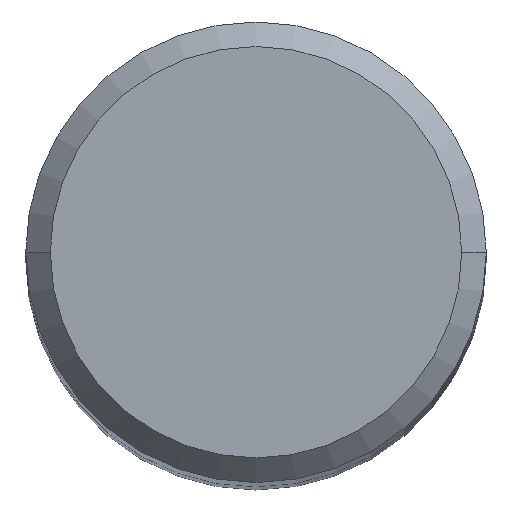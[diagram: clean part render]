
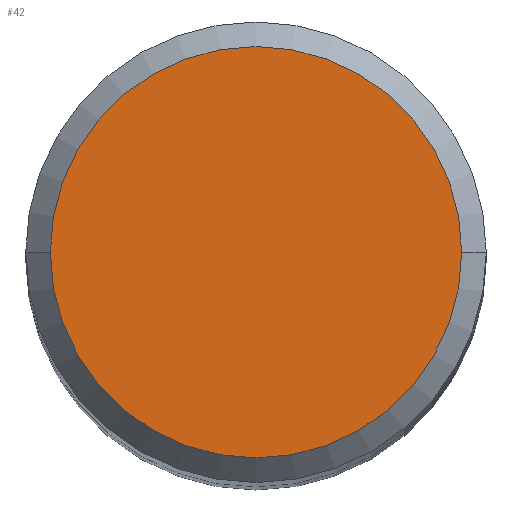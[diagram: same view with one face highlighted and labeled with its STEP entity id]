
A CAD part, top view. The second image highlights one B-rep face of the part: STEP entity #42.
In plain terms, the highlighted planar face has unit normal (0, 0, 1).
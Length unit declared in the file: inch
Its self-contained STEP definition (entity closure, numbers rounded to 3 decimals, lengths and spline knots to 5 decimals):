
#2 = DIRECTION ( 'NONE',  ( 0., 0., 1. ) ) ;
#42 = ADVANCED_FACE ( 'NONE', ( #143 ), #278, .F. ) ;
#51 = CARTESIAN_POINT ( 'NONE',  ( 0.1675, 0., 0. ) ) ;
#69 = CARTESIAN_POINT ( 'NONE',  ( 0., 0., 0. ) ) ;
#72 = DIRECTION ( 'NONE',  ( 0., 0., 1. ) ) ;
#76 = DIRECTION ( 'NONE',  ( 0., 0., -1. ) ) ;
#96 = DIRECTION ( 'NONE',  ( 1., 0., 0. ) ) ;
#97 = AXIS2_PLACEMENT_3D ( 'NONE', #114, #76, #334 ) ;
#99 = VERTEX_POINT ( 'NONE', #244 ) ;
#108 = CIRCLE ( 'NONE', #312, 0.1675 ) ;
#114 = CARTESIAN_POINT ( 'NONE',  ( 0., 0.1675, 0. ) ) ;
#115 = EDGE_CURVE ( 'NONE', #99, #324, #188, .T. ) ;
#123 = EDGE_CURVE ( 'NONE', #324, #99, #108, .T. ) ;
#143 = FACE_OUTER_BOUND ( 'NONE', #359, .T. ) ;
#151 = CARTESIAN_POINT ( 'NONE',  ( 0., 0., 0. ) ) ;
#187 = DIRECTION ( 'NONE',  ( 1., 0., 0. ) ) ;
#188 = CIRCLE ( 'NONE', #339, 0.1675 ) ;
#206 = ORIENTED_EDGE ( 'NONE', *, *, #123, .T. ) ;
#212 = ORIENTED_EDGE ( 'NONE', *, *, #115, .T. ) ;
#244 = CARTESIAN_POINT ( 'NONE',  ( -0.1675, 0., 0. ) ) ;
#278 = PLANE ( 'NONE',  #97 ) ;
#312 = AXIS2_PLACEMENT_3D ( 'NONE', #151, #2, #96 ) ;
#324 = VERTEX_POINT ( 'NONE', #51 ) ;
#334 = DIRECTION ( 'NONE',  ( -1., 0., 0. ) ) ;
#339 = AXIS2_PLACEMENT_3D ( 'NONE', #69, #72, #187 ) ;
#359 = EDGE_LOOP ( 'NONE', ( #212, #206 ) ) ;
